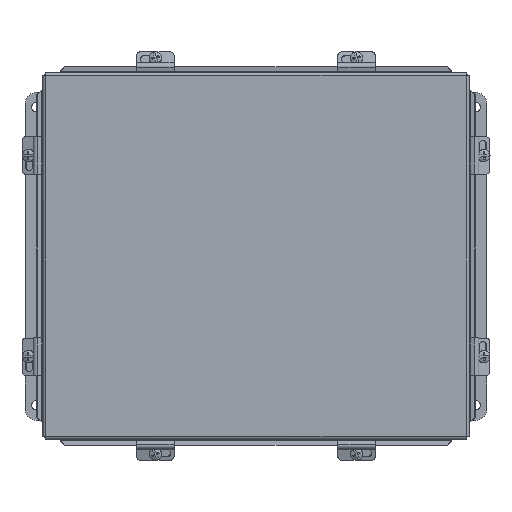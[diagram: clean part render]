
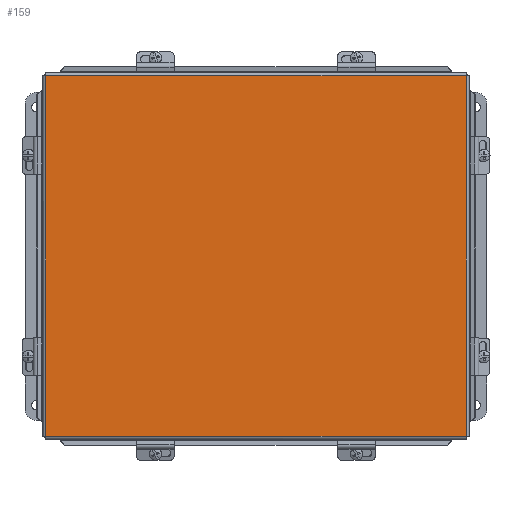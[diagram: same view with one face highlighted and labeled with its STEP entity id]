
A CAD part, top view. The second image highlights one B-rep face of the part: STEP entity #159.
In plain terms, the highlighted face is planar.
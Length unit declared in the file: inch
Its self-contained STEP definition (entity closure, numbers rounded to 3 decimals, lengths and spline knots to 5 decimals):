
#159 = ADVANCED_FACE ( 'NONE', ( #12458 ), #11087, .F. ) ;
#833 = DIRECTION ( 'NONE',  ( 0., -1., 0. ) ) ;
#1026 = EDGE_LOOP ( 'NONE', ( #7700, #6665, #1439, #6487 ) ) ;
#1282 = CARTESIAN_POINT ( 'NONE',  ( 12.20475, 14.20475, 0. ) ) ;
#1439 = ORIENTED_EDGE ( 'NONE', *, *, #11186, .T. ) ;
#1548 = DIRECTION ( 'NONE',  ( -1., 0., 0. ) ) ;
#2465 = EDGE_CURVE ( 'NONE', #9109, #12702, #10548, .T. ) ;
#2484 = CARTESIAN_POINT ( 'NONE',  ( 12.20475, 0.10525, 0. ) ) ;
#2935 = AXIS2_PLACEMENT_3D ( 'NONE', #7458, #7448, #13411 ) ;
#3886 = LINE ( 'NONE', #5448, #6484 ) ;
#5310 = VERTEX_POINT ( 'NONE', #13779 ) ;
#5337 = VERTEX_POINT ( 'NONE', #10391 ) ;
#5412 = DIRECTION ( 'NONE',  ( 1., 0., 0. ) ) ;
#5448 = CARTESIAN_POINT ( 'NONE',  ( 0.10525, 14.20475, 0. ) ) ;
#5544 = LINE ( 'NONE', #13368, #10826 ) ;
#5614 = EDGE_CURVE ( 'NONE', #5310, #9109, #3886, .T. ) ;
#6020 = VECTOR ( 'NONE', #1548, 39.37008 ) ;
#6484 = VECTOR ( 'NONE', #5412, 39.37008 ) ;
#6487 = ORIENTED_EDGE ( 'NONE', *, *, #5614, .T. ) ;
#6665 = ORIENTED_EDGE ( 'NONE', *, *, #8370, .T. ) ;
#7448 = DIRECTION ( 'NONE',  ( 0., 0., 1. ) ) ;
#7458 = CARTESIAN_POINT ( 'NONE',  ( 6.155, 7.155, 0. ) ) ;
#7700 = ORIENTED_EDGE ( 'NONE', *, *, #2465, .T. ) ;
#8370 = EDGE_CURVE ( 'NONE', #12702, #5337, #11954, .T. ) ;
#8472 = CARTESIAN_POINT ( 'NONE',  ( 12.20475, 0.10525, 0. ) ) ;
#9109 = VERTEX_POINT ( 'NONE', #10295 ) ;
#10295 = CARTESIAN_POINT ( 'NONE',  ( 12.20475, 14.20475, 0. ) ) ;
#10391 = CARTESIAN_POINT ( 'NONE',  ( 0.10525, 0.10525, 0. ) ) ;
#10548 = LINE ( 'NONE', #1282, #12833 ) ;
#10826 = VECTOR ( 'NONE', #13329, 39.37008 ) ;
#11087 = PLANE ( 'NONE',  #2935 ) ;
#11186 = EDGE_CURVE ( 'NONE', #5337, #5310, #5544, .T. ) ;
#11954 = LINE ( 'NONE', #8472, #6020 ) ;
#12458 = FACE_OUTER_BOUND ( 'NONE', #1026, .T. ) ;
#12702 = VERTEX_POINT ( 'NONE', #2484 ) ;
#12833 = VECTOR ( 'NONE', #833, 39.37008 ) ;
#13329 = DIRECTION ( 'NONE',  ( 0., 1., 0. ) ) ;
#13368 = CARTESIAN_POINT ( 'NONE',  ( 0.10525, 0.10525, 0. ) ) ;
#13411 = DIRECTION ( 'NONE',  ( 1., 0., 0. ) ) ;
#13779 = CARTESIAN_POINT ( 'NONE',  ( 0.10525, 14.20475, 0. ) ) ;
